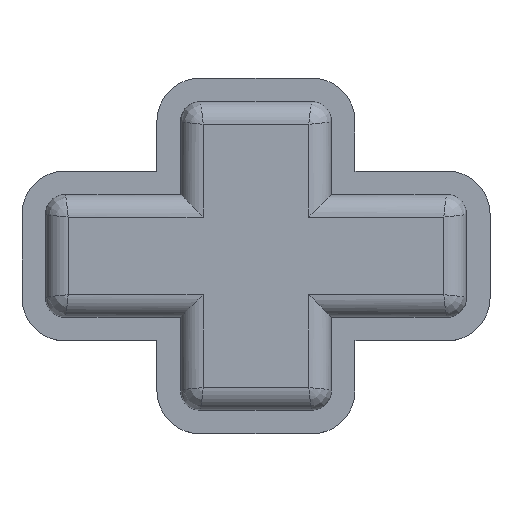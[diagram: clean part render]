
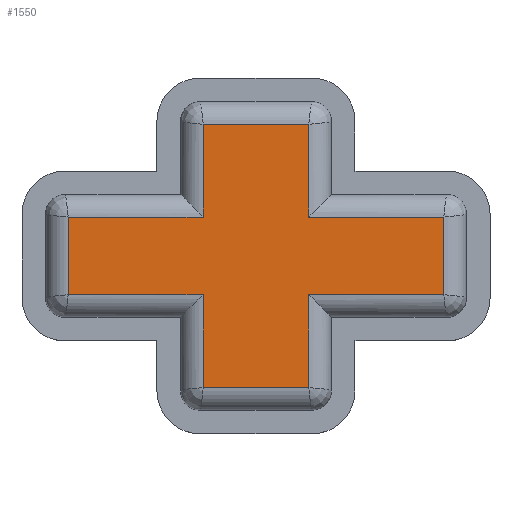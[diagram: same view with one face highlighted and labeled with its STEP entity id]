
A CAD part, top view. The second image highlights one B-rep face of the part: STEP entity #1550.
In plain terms, the highlighted planar face has unit normal (0, 0, 1).
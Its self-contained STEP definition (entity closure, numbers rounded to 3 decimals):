
#99 = VERTEX_POINT('',#100);
#100 = CARTESIAN_POINT('',(-8.35,-17.525,15.5));
#552 = VERTEX_POINT('',#553);
#553 = CARTESIAN_POINT('',(-2.35,-17.525,15.5));
#560 = EDGE_CURVE('',#552,#99,#561,.T.);
#561 = LINE('',#562,#563);
#562 = CARTESIAN_POINT('',(-3.35,-17.525,15.5));
#563 = VECTOR('',#564,1.);
#564 = DIRECTION('',(-1.,-0.,-0.));
#601 = EDGE_CURVE('',#99,#602,#604,.T.);
#602 = VERTEX_POINT('',#603);
#603 = CARTESIAN_POINT('',(-8.35,-20.975,15.5));
#604 = LINE('',#605,#606);
#605 = CARTESIAN_POINT('',(-8.35,-17.375,15.5));
#606 = VECTOR('',#607,1.);
#607 = DIRECTION('',(0.,-1.,0.));
#1530 = VERTEX_POINT('',#1531);
#1531 = CARTESIAN_POINT('',(-2.35,-13.4,15.5));
#1540 = EDGE_CURVE('',#552,#1530,#1541,.T.);
#1541 = LINE('',#1542,#1543);
#1542 = CARTESIAN_POINT('',(-2.35,-16.525,15.5));
#1543 = VECTOR('',#1544,1.);
#1544 = DIRECTION('',(0.,1.,0.));
#1550 = ADVANCED_FACE('',(#1551),#1626,.T.);
#1551 = FACE_BOUND('',#1552,.T.);
#1552 = EDGE_LOOP('',(#1553,#1554,#1555,#1563,#1571,#1579,#1587,#1595,
    #1603,#1611,#1619,#1625));
#1553 = ORIENTED_EDGE('',*,*,#560,.T.);
#1554 = ORIENTED_EDGE('',*,*,#601,.T.);
#1555 = ORIENTED_EDGE('',*,*,#1556,.T.);
#1556 = EDGE_CURVE('',#602,#1557,#1559,.T.);
#1557 = VERTEX_POINT('',#1558);
#1558 = CARTESIAN_POINT('',(-2.35,-20.975,15.5));
#1559 = LINE('',#1560,#1561);
#1560 = CARTESIAN_POINT('',(-8.5,-20.975,15.5));
#1561 = VECTOR('',#1562,1.);
#1562 = DIRECTION('',(1.,0.,0.));
#1563 = ORIENTED_EDGE('',*,*,#1564,.T.);
#1564 = EDGE_CURVE('',#1557,#1565,#1567,.T.);
#1565 = VERTEX_POINT('',#1566);
#1566 = CARTESIAN_POINT('',(-2.35,-25.1,15.5));
#1567 = LINE('',#1568,#1569);
#1568 = CARTESIAN_POINT('',(-2.35,-21.975,15.5));
#1569 = VECTOR('',#1570,1.);
#1570 = DIRECTION('',(0.,-1.,0.));
#1571 = ORIENTED_EDGE('',*,*,#1572,.T.);
#1572 = EDGE_CURVE('',#1565,#1573,#1575,.T.);
#1573 = VERTEX_POINT('',#1574);
#1574 = CARTESIAN_POINT('',(2.35,-25.1,15.5));
#1575 = LINE('',#1576,#1577);
#1576 = CARTESIAN_POINT('',(-2.5,-25.1,15.5));
#1577 = VECTOR('',#1578,1.);
#1578 = DIRECTION('',(1.,0.,0.));
#1579 = ORIENTED_EDGE('',*,*,#1580,.T.);
#1580 = EDGE_CURVE('',#1573,#1581,#1583,.T.);
#1581 = VERTEX_POINT('',#1582);
#1582 = CARTESIAN_POINT('',(2.35,-20.975,15.5));
#1583 = LINE('',#1584,#1585);
#1584 = CARTESIAN_POINT('',(2.35,-25.25,15.5));
#1585 = VECTOR('',#1586,1.);
#1586 = DIRECTION('',(0.,1.,0.));
#1587 = ORIENTED_EDGE('',*,*,#1588,.T.);
#1588 = EDGE_CURVE('',#1581,#1589,#1591,.T.);
#1589 = VERTEX_POINT('',#1590);
#1590 = CARTESIAN_POINT('',(8.35,-20.975,15.5));
#1591 = LINE('',#1592,#1593);
#1592 = CARTESIAN_POINT('',(3.35,-20.975,15.5));
#1593 = VECTOR('',#1594,1.);
#1594 = DIRECTION('',(1.,0.,0.));
#1595 = ORIENTED_EDGE('',*,*,#1596,.T.);
#1596 = EDGE_CURVE('',#1589,#1597,#1599,.T.);
#1597 = VERTEX_POINT('',#1598);
#1598 = CARTESIAN_POINT('',(8.35,-17.525,15.5));
#1599 = LINE('',#1600,#1601);
#1600 = CARTESIAN_POINT('',(8.35,-21.125,15.5));
#1601 = VECTOR('',#1602,1.);
#1602 = DIRECTION('',(0.,1.,0.));
#1603 = ORIENTED_EDGE('',*,*,#1604,.T.);
#1604 = EDGE_CURVE('',#1597,#1605,#1607,.T.);
#1605 = VERTEX_POINT('',#1606);
#1606 = CARTESIAN_POINT('',(2.35,-17.525,15.5));
#1607 = LINE('',#1608,#1609);
#1608 = CARTESIAN_POINT('',(8.5,-17.525,15.5));
#1609 = VECTOR('',#1610,1.);
#1610 = DIRECTION('',(-1.,-0.,-0.));
#1611 = ORIENTED_EDGE('',*,*,#1612,.F.);
#1612 = EDGE_CURVE('',#1613,#1605,#1615,.T.);
#1613 = VERTEX_POINT('',#1614);
#1614 = CARTESIAN_POINT('',(2.35,-13.4,15.5));
#1615 = LINE('',#1616,#1617);
#1616 = CARTESIAN_POINT('',(2.35,-13.25,15.5));
#1617 = VECTOR('',#1618,1.);
#1618 = DIRECTION('',(0.,-1.,0.));
#1619 = ORIENTED_EDGE('',*,*,#1620,.F.);
#1620 = EDGE_CURVE('',#1530,#1613,#1621,.T.);
#1621 = LINE('',#1622,#1623);
#1622 = CARTESIAN_POINT('',(-2.5,-13.4,15.5));
#1623 = VECTOR('',#1624,1.);
#1624 = DIRECTION('',(1.,0.,0.));
#1625 = ORIENTED_EDGE('',*,*,#1540,.F.);
#1626 = PLANE('',#1627);
#1627 = AXIS2_PLACEMENT_3D('',#1628,#1629,#1630);
#1628 = CARTESIAN_POINT('',(0.,-19.25,15.5));
#1629 = DIRECTION('',(0.,0.,1.));
#1630 = DIRECTION('',(1.,0.,0.));
